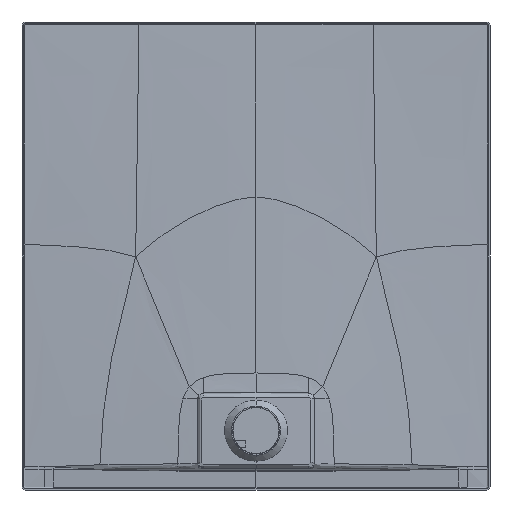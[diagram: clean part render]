
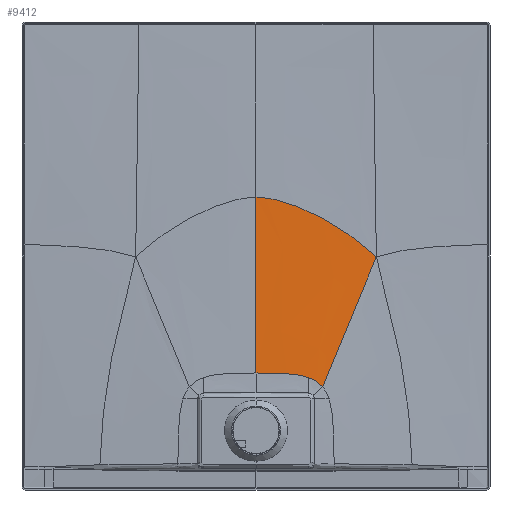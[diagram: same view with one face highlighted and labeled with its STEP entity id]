
A CAD part, front view. The second image highlights one B-rep face of the part: STEP entity #9412.
In plain terms, the highlighted free-form (B-spline) face has degree [3, 3] with [9, 8] control points.
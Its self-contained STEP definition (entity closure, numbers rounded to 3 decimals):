
#1049=CARTESIAN_POINT('',(101.034,-20.548,216.309));
#1050=CARTESIAN_POINT('',(106.85,-20.548,214.327));
#1051=CARTESIAN_POINT('',(117.119,-20.547,209.488));
#1052=CARTESIAN_POINT('',(124.987,-20.546,202.522));
#1053=CARTESIAN_POINT('',(128.398,-20.546,198.412));
#1072=CARTESIAN_POINT('',(0.,-20.549,
225.078));
#1074=CARTESIAN_POINT('',(0.,-20.549,
225.078));
#1075=CARTESIAN_POINT('',(11.658,-20.549,225.078));
#1076=CARTESIAN_POINT('',(33.167,-20.549,224.929));
#1077=CARTESIAN_POINT('',(60.433,-20.549,223.771));
#1078=CARTESIAN_POINT('',(83.122,-20.549,221.193));
#1079=CARTESIAN_POINT('',(95.478,-20.548,218.203));
#1080=CARTESIAN_POINT('',(101.034,-20.548,216.309));
#1082=CARTESIAN_POINT('',(101.034,-20.548,216.309));
#1939=CARTESIAN_POINT('',(231.405,-10.018,448.377));
#1940=CARTESIAN_POINT('',(228.013,-10.258,440.806));
#1941=CARTESIAN_POINT('',(221.396,-10.746,425.968));
#1942=CARTESIAN_POINT('',(208.947,-11.738,397.669));
#1943=CARTESIAN_POINT('',(189.406,-13.488,352.023));
#1944=CARTESIAN_POINT('',(167.836,-15.856,297.559));
#1945=CARTESIAN_POINT('',(147.289,-18.322,243.319));
#1946=CARTESIAN_POINT('',(134.655,-19.815,212.467));
#1947=CARTESIAN_POINT('',(128.398,-20.546,198.412));
#1949=DIRECTION('',(0.,-0.026,-1.));
#1950=VECTOR('',#1949,337.614);
#1951=CARTESIAN_POINT('',(0.,-11.774,
562.578));
#1952=LINE('',#1951,#1950);
#5026=CARTESIAN_POINT('',(231.405,-10.018,448.377));
#5027=CARTESIAN_POINT('',(221.382,-10.167,458.046));
#5028=CARTESIAN_POINT('',(201.259,-10.428,475.474));
#5029=CARTESIAN_POINT('',(161.254,-10.837,504.007));
#5030=CARTESIAN_POINT('',(112.303,-11.239,531.704));
#5031=CARTESIAN_POINT('',(55.308,-11.647,555.931));
#5032=CARTESIAN_POINT('',(18.271,-11.774,562.578));
#5033=CARTESIAN_POINT('',(0.,-11.774,
562.578));
#5701=VERTEX_POINT('',#1082);
#5702=VERTEX_POINT('',#1053);
#5703=VERTEX_POINT('',#1072);
#5766=VERTEX_POINT('',#1939);
#5767=CARTESIAN_POINT('',(0.,-11.774,
562.578));
#5768=VERTEX_POINT('',#5767);
#9330=CARTESIAN_POINT('',(-1.33,-20.637,
221.703));
#9331=CARTESIAN_POINT('',(16.979,-20.637,221.708));
#9332=CARTESIAN_POINT('',(48.742,-20.636,221.5));
#9333=CARTESIAN_POINT('',(84.767,-20.634,218.646));
#9334=CARTESIAN_POINT('',(106.493,-20.633,212.664));
#9335=CARTESIAN_POINT('',(120.011,-20.633,204.645));
#9336=CARTESIAN_POINT('',(125.558,-20.633,199.31));
#9337=CARTESIAN_POINT('',(128.101,-20.634,196.183));
#9338=CARTESIAN_POINT('',(-1.33,-19.876,
250.952));
#9339=CARTESIAN_POINT('',(16.972,-19.876,250.984));
#9340=CARTESIAN_POINT('',(49.146,-19.879,249.741));
#9341=CARTESIAN_POINT('',(86.68,-19.891,242.97));
#9342=CARTESIAN_POINT('',(110.09,-19.898,232.827));
#9343=CARTESIAN_POINT('',(125.196,-19.891,221.465));
#9344=CARTESIAN_POINT('',(131.649,-19.88,214.493));
#9345=CARTESIAN_POINT('',(134.692,-19.873,210.539));
#9346=CARTESIAN_POINT('',(-1.327,-18.384,
308.325));
#9347=CARTESIAN_POINT('',(16.914,-18.384,308.409));
#9348=CARTESIAN_POINT('',(49.853,-18.391,305.152));
#9349=CARTESIAN_POINT('',(90.403,-18.422,291.031));
#9350=CARTESIAN_POINT('',(117.185,-18.44,273.548));
#9351=CARTESIAN_POINT('',(135.447,-18.412,256.611));
#9352=CARTESIAN_POINT('',(143.696,-18.376,246.968));
#9353=CARTESIAN_POINT('',(147.732,-18.351,241.66));
#9354=CARTESIAN_POINT('',(-1.311,-16.161,
393.822));
#9355=CARTESIAN_POINT('',(16.694,-16.162,393.973));
#9356=CARTESIAN_POINT('',(50.588,-16.156,388.13));
#9357=CARTESIAN_POINT('',(95.833,-16.15,365.078));
#9358=CARTESIAN_POINT('',(128.258,-16.115,339.237));
#9359=CARTESIAN_POINT('',(151.88,-16.005,316.054));
#9360=CARTESIAN_POINT('',(163.154,-15.908,303.299));
#9361=CARTESIAN_POINT('',(168.845,-15.845,296.329));
#9362=CARTESIAN_POINT('',(-1.304,-14.333,
464.134));
#9363=CARTESIAN_POINT('',(16.595,-14.334,464.315));
#9364=CARTESIAN_POINT('',(51.384,-14.292,457.286));
#9365=CARTESIAN_POINT('',(100.953,-14.161,430.471));
#9366=CARTESIAN_POINT('',(139.169,-13.994,401.008));
#9367=CARTESIAN_POINT('',(168.649,-13.753,374.145));
#9368=CARTESIAN_POINT('',(183.25,-13.577,358.971));
#9369=CARTESIAN_POINT('',(190.731,-13.469,350.536));
#9370=CARTESIAN_POINT('',(-1.322,-13.054,
513.353));
#9371=CARTESIAN_POINT('',(16.823,-13.056,513.535));
#9372=CARTESIAN_POINT('',(52.71,-12.973,506.463));
#9373=CARTESIAN_POINT('',(105.939,-12.708,479.915));
#9374=CARTESIAN_POINT('',(149.197,-12.421,450.502));
#9375=CARTESIAN_POINT('',(183.954,-12.082,422.192));
#9376=CARTESIAN_POINT('',(201.517,-11.851,405.468));
#9377=CARTESIAN_POINT('',(210.545,-11.713,396.001));
#9378=CARTESIAN_POINT('',(-1.343,-12.303,
542.239));
#9379=CARTESIAN_POINT('',(17.084,-12.305,542.416));
#9380=CARTESIAN_POINT('',(53.828,-12.197,535.546));
#9381=CARTESIAN_POINT('',(109.454,-11.847,509.988));
#9382=CARTESIAN_POINT('',(155.964,-11.49,481.357));
#9383=CARTESIAN_POINT('',(194.102,-11.102,452.55));
#9384=CARTESIAN_POINT('',(213.523,-10.845,435.002));
#9385=CARTESIAN_POINT('',(223.499,-10.692,424.967));
#9386=CARTESIAN_POINT('',(-1.358,-11.917,
557.062));
#9387=CARTESIAN_POINT('',(17.269,-11.92,557.235));
#9388=CARTESIAN_POINT('',(54.54,-11.799,550.544));
#9389=CARTESIAN_POINT('',(111.494,-11.403,525.774));
#9390=CARTESIAN_POINT('',(159.77,-11.013,497.793));
#9391=CARTESIAN_POINT('',(199.721,-10.604,468.846));
#9392=CARTESIAN_POINT('',(220.117,-10.336,450.908));
#9393=CARTESIAN_POINT('',(230.583,-10.178,440.6));
#9394=CARTESIAN_POINT('',(-1.367,-11.715,
564.855));
#9395=CARTESIAN_POINT('',(17.381,-11.718,565.024));
#9396=CARTESIAN_POINT('',(54.956,-11.589,558.446));
#9397=CARTESIAN_POINT('',(112.636,-11.171,534.157));
#9398=CARTESIAN_POINT('',(161.864,-10.764,506.575));
#9399=CARTESIAN_POINT('',(202.779,-10.345,477.58));
#9400=CARTESIAN_POINT('',(223.688,-10.073,459.447));
#9401=CARTESIAN_POINT('',(234.408,-9.912,449.003));
#9402=B_SPLINE_SURFACE_WITH_KNOTS('',3,3,((#9330,#9331,#9332,#9333,#9334,#9335,
#9336,#9337),(#9338,#9339,#9340,#9341,#9342,#9343,#9344,#9345),(#9346,#9347,
#9348,#9349,#9350,#9351,#9352,#9353),(#9354,#9355,#9356,#9357,#9358,#9359,#9360,
#9361),(#9362,#9363,#9364,#9365,#9366,#9367,#9368,#9369),(#9370,#9371,#9372,
#9373,#9374,#9375,#9376,#9377),(#9378,#9379,#9380,#9381,#9382,#9383,#9384,
#9385),(#9386,#9387,#9388,#9389,#9390,#9391,#9392,#9393),(#9394,#9395,#9396,
#9397,#9398,#9399,#9400,#9401)),.UNSPECIFIED.,.F.,.F.,.F.,(4,1,1,1,1,1,4),(4,1,
1,1,1,4),(-0.005,0.125,0.25,0.375,0.438,0.469,
0.503),(-0.003,0.125,0.25,0.375,0.438,
0.504),.UNSPECIFIED.);
#9404=ORIENTED_EDGE('',*,*,#9403,.F.);
#9406=ORIENTED_EDGE('',*,*,#9405,.F.);
#9407=ORIENTED_EDGE('',*,*,#9323,.T.);
#9408=ORIENTED_EDGE('',*,*,#7574,.F.);
#9409=ORIENTED_EDGE('',*,*,#7633,.F.);
#9410=EDGE_LOOP('',(#9404,#9406,#9407,#9408,#9409));
#9411=FACE_OUTER_BOUND('',#9410,.F.);
#9412=ADVANCED_FACE('',(#9411),#9402,.F.);
#1054=B_SPLINE_CURVE_WITH_KNOTS('',3,(#1049,#1050,#1051,#1052,#1053),
.UNSPECIFIED.,.F.,.F.,(4,1,4),(0.,0.5,1.),.UNSPECIFIED.);
#1081=B_SPLINE_CURVE_WITH_KNOTS('',3,(#1074,#1075,#1076,#1077,#1078,#1079,
#1080),.UNSPECIFIED.,.F.,.F.,(4,1,1,1,4),(0.,0.25,
0.5,0.75,1.),.UNSPECIFIED.);
#1948=B_SPLINE_CURVE_WITH_KNOTS('',3,(#1939,#1940,#1941,#1942,#1943,#1944,#1945,
#1946,#1947),.UNSPECIFIED.,.F.,.F.,(4,1,1,1,1,1,4),(0.,0.063,
0.125,0.25,0.5,0.75,1.),
.UNSPECIFIED.);
#5034=B_SPLINE_CURVE_WITH_KNOTS('',3,(#5026,#5027,#5028,#5029,#5030,#5031,#5032,
#5033),.UNSPECIFIED.,.F.,.F.,(4,1,1,1,1,4),(0.,0.125,
0.25,0.5,0.75,1.),.UNSPECIFIED.);
#7574=EDGE_CURVE('',#5701,#5702,#1054,.T.);
#7633=EDGE_CURVE('',#5703,#5701,#1081,.T.);
#9323=EDGE_CURVE('',#5766,#5702,#1948,.T.);
#9403=EDGE_CURVE('',#5768,#5703,#1952,.T.);
#9405=EDGE_CURVE('',#5766,#5768,#5034,.T.);
